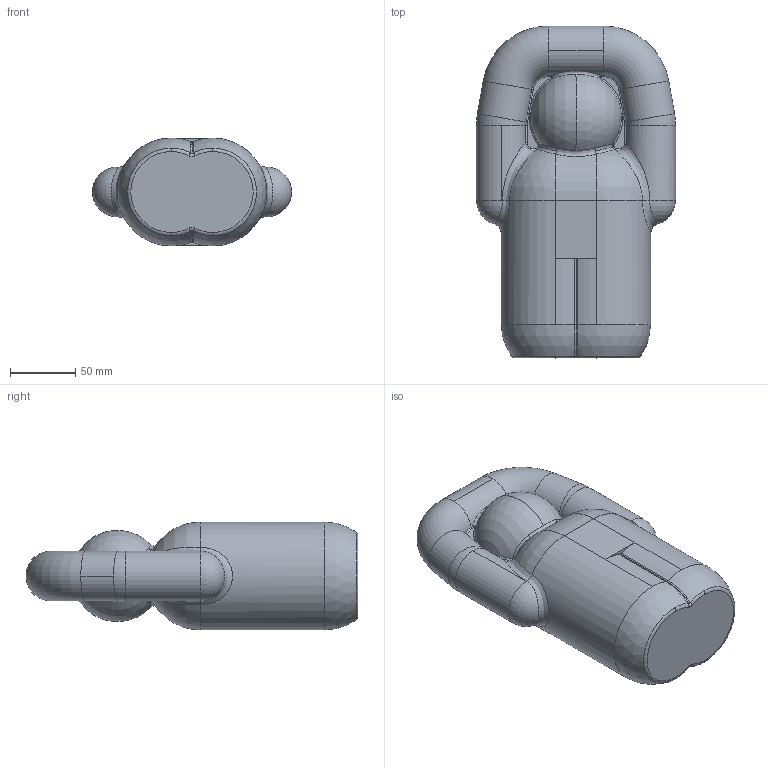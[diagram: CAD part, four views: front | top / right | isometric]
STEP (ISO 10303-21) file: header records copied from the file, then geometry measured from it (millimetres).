
FILE_DESCRIPTION (( 'STEP AP214' ), '1' );
FILE_NAME ('Hookman Idol artifact Rev2.STEP', '2017-02-21T17:07:19', ( '' ), ( '' ), 'SwSTEP 2.0', 'SolidWorks 2017', '' );
FILE_SCHEMA (( 'AUTOMOTIVE_DESIGN' ));
Length unit declared in the file: inch
Products named in the file (1): Hookman Idol artifact Rev2
Bounding box: 152.4 x 254 x 82.55 mm (x, y, z)
Volume: 1684316.5 mm3; surface area: 100650.2 mm2
Topology: 1 solids, 1 shells, 124 faces, 297 edges, 175 vertices
Faces by surface type: torus 40, cylinder 35, bspline 24, plane 13, sphere 12
Entity records: 6600 total; most frequent: CARTESIAN_POINT 3765, DIRECTION 620, ORIENTED_EDGE 594, EDGE_CURVE 297, AXIS2_PLACEMENT_3D 284, CIRCLE 183, VERTEX_POINT 175, FACE_OUTER_BOUND 124
